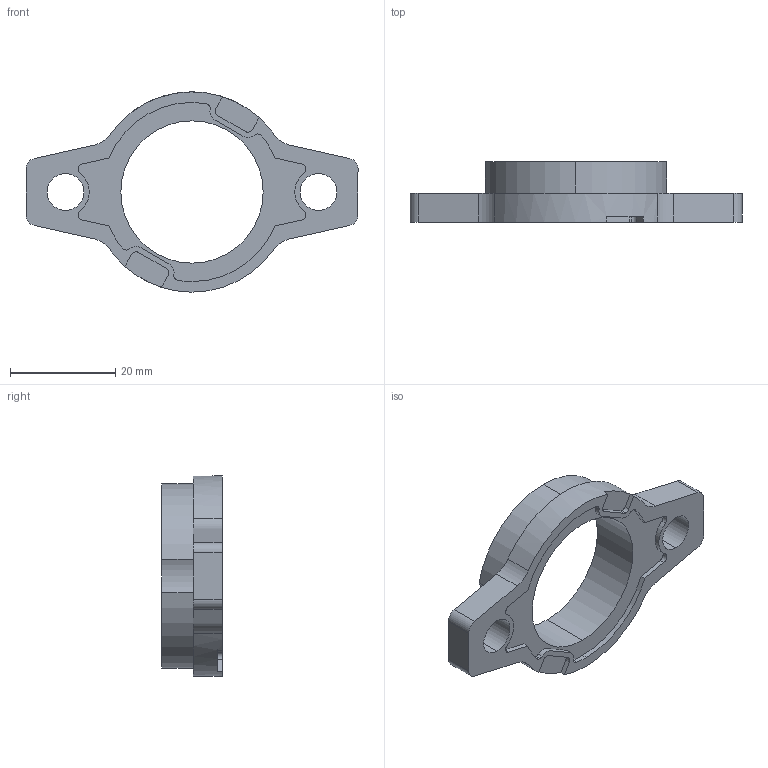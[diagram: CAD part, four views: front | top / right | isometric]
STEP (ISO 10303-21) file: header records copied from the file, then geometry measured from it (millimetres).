
FILE_DESCRIPTION (( 'STEP AP214' ), '1' );
FILE_NAME ('闃膼碴鳺 瀁噌鴄膻罻 KFL001.STEP', '2025-06-03T13:01:39', ( 'user' ), ( '' ), 'SwSTEP 2.0', 'SolidWorks 2023', '' );
FILE_SCHEMA (( 'AUTOMOTIVE_DESIGN' ));
Length unit declared in the file: millimetre
Products named in the file (1): основние подшипника KFL001
Bounding box: 63 x 11.5 x 38 mm (x, y, z)
Volume: 6520.8 mm3; surface area: 4608 mm2
Topology: 1 solids, 1 shells, 75 faces, 210 edges, 140 vertices
Faces by surface type: cylinder 50, plane 25
Entity records: 2503 total; most frequent: DIRECTION 466, CARTESIAN_POINT 426, ORIENTED_EDGE 420, EDGE_CURVE 210, AXIS2_PLACEMENT_3D 180, VERTEX_POINT 140, LINE 106, VECTOR 106
